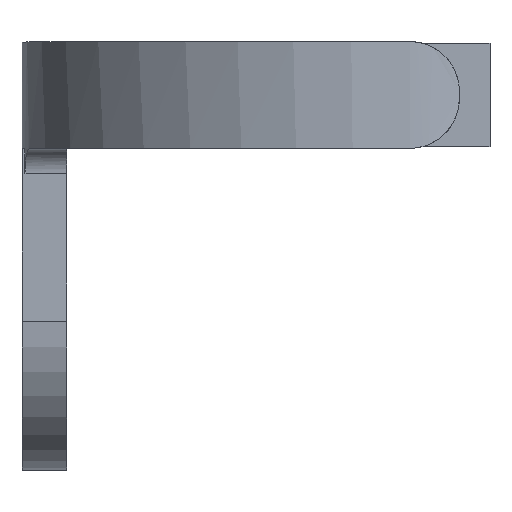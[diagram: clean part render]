
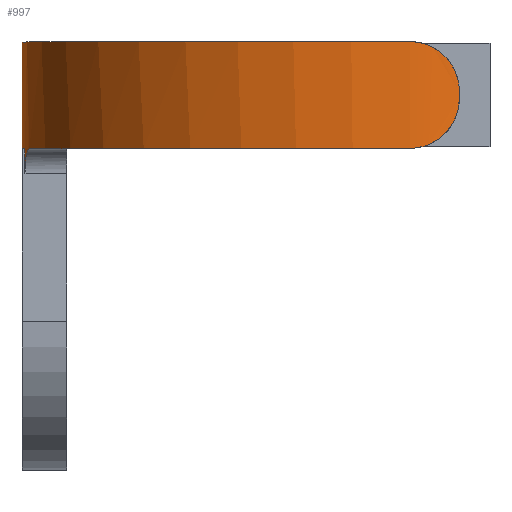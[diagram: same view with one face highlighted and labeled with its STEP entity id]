
A CAD part, top view. The second image highlights one B-rep face of the part: STEP entity #997.
In plain terms, the highlighted cylindrical face has radius 69.5 mm (diameter 139 mm), a partial arc.
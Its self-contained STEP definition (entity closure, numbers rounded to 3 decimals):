
#17=CIRCLE('',#1047,69.5);
#34=CIRCLE('',#1071,69.5);
#35=CIRCLE('',#1072,69.5);
#56=B_SPLINE_CURVE_WITH_KNOTS('',3,(#1445,#1446,#1447,#1448,#1449,#1450,
#1451,#1452,#1453,#1454),.UNSPECIFIED.,.F.,.F.,(4,2,2,2,4),(0.764,
0.956,1.147,1.335,1.524),
 .UNSPECIFIED.);
#63=B_SPLINE_CURVE_WITH_KNOTS('',3,(#1614,#1615,#1616,#1617,#1618,#1619,
#1620,#1621,#1622,#1623),.UNSPECIFIED.,.F.,.F.,(4,2,2,2,4),(-6.06,
-5.682,-5.305,-4.922,-4.539),
 .UNSPECIFIED.);
#64=B_SPLINE_CURVE_WITH_KNOTS('',3,(#1627,#1628,#1629,#1630,#1631,#1632,
#1633,#1634,#1635,#1636),.UNSPECIFIED.,.F.,.F.,(4,2,2,2,4),(-4.551,
-4.168,-3.785,-3.407,-3.03),
 .UNSPECIFIED.);
#70=CYLINDRICAL_SURFACE('',#1070,69.5);
#100=FACE_OUTER_BOUND('',#153,.T.);
#153=EDGE_LOOP('',(#729,#730,#731,#732,#733,#734,#735,#736,#737));
#219=LINE('',#1566,#320);
#233=LINE('',#1625,#334);
#234=LINE('',#1640,#335);
#320=VECTOR('',#1194,10.);
#334=VECTOR('',#1232,10.);
#335=VECTOR('',#1235,10.);
#406=VERTEX_POINT('',#1443);
#407=VERTEX_POINT('',#1444);
#413=VERTEX_POINT('',#1467);
#432=VERTEX_POINT('',#1565);
#454=VERTEX_POINT('',#1613);
#455=VERTEX_POINT('',#1624);
#456=VERTEX_POINT('',#1626);
#457=VERTEX_POINT('',#1637);
#458=VERTEX_POINT('',#1639);
#508=EDGE_CURVE('',#406,#407,#56,.F.);
#516=EDGE_CURVE('',#413,#407,#17,.F.);
#539=EDGE_CURVE('',#406,#432,#219,.T.);
#563=EDGE_CURVE('',#454,#413,#63,.T.);
#564=EDGE_CURVE('',#454,#455,#233,.T.);
#565=EDGE_CURVE('',#456,#455,#64,.T.);
#566=EDGE_CURVE('',#457,#456,#34,.T.);
#567=EDGE_CURVE('',#458,#457,#234,.T.);
#568=EDGE_CURVE('',#432,#458,#35,.F.);
#729=ORIENTED_EDGE('',*,*,#516,.F.);
#730=ORIENTED_EDGE('',*,*,#563,.F.);
#731=ORIENTED_EDGE('',*,*,#564,.T.);
#732=ORIENTED_EDGE('',*,*,#565,.F.);
#733=ORIENTED_EDGE('',*,*,#566,.F.);
#734=ORIENTED_EDGE('',*,*,#567,.F.);
#735=ORIENTED_EDGE('',*,*,#568,.F.);
#736=ORIENTED_EDGE('',*,*,#539,.F.);
#737=ORIENTED_EDGE('',*,*,#508,.T.);
#997=ADVANCED_FACE('',(#100),#70,.T.);
#1047=AXIS2_PLACEMENT_3D('',#1469,#1160,#1161);
#1070=AXIS2_PLACEMENT_3D('',#1612,#1230,#1231);
#1071=AXIS2_PLACEMENT_3D('',#1638,#1233,#1234);
#1072=AXIS2_PLACEMENT_3D('',#1641,#1236,#1237);
#1160=DIRECTION('center_axis',(0.,1.,0.));
#1161=DIRECTION('ref_axis',(-1.,0.,0.));
#1194=DIRECTION('',(0.,1.,0.));
#1230=DIRECTION('center_axis',(0.,1.,0.));
#1231=DIRECTION('ref_axis',(-1.,0.,0.));
#1232=DIRECTION('',(0.,1.,0.));
#1233=DIRECTION('center_axis',(0.,1.,0.));
#1234=DIRECTION('ref_axis',(-1.,0.,0.));
#1235=DIRECTION('',(0.,1.,0.));
#1236=DIRECTION('center_axis',(0.,1.,0.));
#1237=DIRECTION('ref_axis',(-1.,0.,0.));
#1443=CARTESIAN_POINT('',(-107.07,1.859,71.071));
#1444=CARTESIAN_POINT('',(-106.222,6.859,76.071));
#1445=CARTESIAN_POINT('Ctrl Pts',(-106.222,6.859,76.071));
#1446=CARTESIAN_POINT('Ctrl Pts',(-106.351,6.859,75.446));
#1447=CARTESIAN_POINT('Ctrl Pts',(-106.48,6.734,74.776));
#1448=CARTESIAN_POINT('Ctrl Pts',(-106.701,6.222,73.54));
#1449=CARTESIAN_POINT('Ctrl Pts',(-106.793,5.835,72.973));
#1450=CARTESIAN_POINT('Ctrl Pts',(-106.93,4.943,72.086));
#1451=CARTESIAN_POINT('Ctrl Pts',(-106.984,4.383,71.704));
#1452=CARTESIAN_POINT('Ctrl Pts',(-107.054,3.154,71.196));
#1453=CARTESIAN_POINT('Ctrl Pts',(-107.07,2.486,71.071));
#1454=CARTESIAN_POINT('Ctrl Pts',(-107.07,1.859,71.071));
#1467=CARTESIAN_POINT('',(-29.653,6.859,130.927));
#1469=CARTESIAN_POINT('Origin',(-38.171,6.859,61.951));
#1565=CARTESIAN_POINT('',(-107.07,6.859,71.071));
#1566=CARTESIAN_POINT('',(-107.07,0.995,71.071));
#1612=CARTESIAN_POINT('Origin',(-38.171,0.995,61.951));
#1613=CARTESIAN_POINT('',(-19.653,16.859,128.939));
#1614=CARTESIAN_POINT('Ctrl Pts',(-19.653,16.859,128.939));
#1615=CARTESIAN_POINT('Ctrl Pts',(-19.653,15.601,128.939));
#1616=CARTESIAN_POINT('Ctrl Pts',(-19.905,14.263,129.01));
#1617=CARTESIAN_POINT('Ctrl Pts',(-20.921,11.808,129.278));
#1618=CARTESIAN_POINT('Ctrl Pts',(-21.684,10.692,129.473));
#1619=CARTESIAN_POINT('Ctrl Pts',(-23.447,8.917,129.88));
#1620=CARTESIAN_POINT('Ctrl Pts',(-24.571,8.143,130.119));
#1621=CARTESIAN_POINT('Ctrl Pts',(-27.041,7.114,130.566));
#1622=CARTESIAN_POINT('Ctrl Pts',(-28.386,6.859,130.771));
#1623=CARTESIAN_POINT('Ctrl Pts',(-29.653,6.859,130.927));
#1624=CARTESIAN_POINT('',(-19.653,18.359,128.939));
#1625=CARTESIAN_POINT('',(-19.653,0.995,128.939));
#1626=CARTESIAN_POINT('',(-29.653,28.359,130.927));
#1627=CARTESIAN_POINT('Ctrl Pts',(-29.653,28.359,130.927));
#1628=CARTESIAN_POINT('Ctrl Pts',(-28.386,28.359,130.771));
#1629=CARTESIAN_POINT('Ctrl Pts',(-27.041,28.104,130.566));
#1630=CARTESIAN_POINT('Ctrl Pts',(-24.571,27.075,130.119));
#1631=CARTESIAN_POINT('Ctrl Pts',(-23.447,26.301,129.88));
#1632=CARTESIAN_POINT('Ctrl Pts',(-21.684,24.526,129.473));
#1633=CARTESIAN_POINT('Ctrl Pts',(-20.921,23.409,129.278));
#1634=CARTESIAN_POINT('Ctrl Pts',(-19.905,20.955,129.01));
#1635=CARTESIAN_POINT('Ctrl Pts',(-19.653,19.617,128.939));
#1636=CARTESIAN_POINT('Ctrl Pts',(-19.653,18.359,128.939));
#1637=CARTESIAN_POINT('',(-107.671,28.359,61.951));
#1638=CARTESIAN_POINT('Origin',(-38.171,28.359,61.951));
#1639=CARTESIAN_POINT('',(-107.671,6.859,61.951));
#1640=CARTESIAN_POINT('',(-107.671,0.995,61.951));
#1641=CARTESIAN_POINT('Origin',(-38.171,6.859,61.951));
